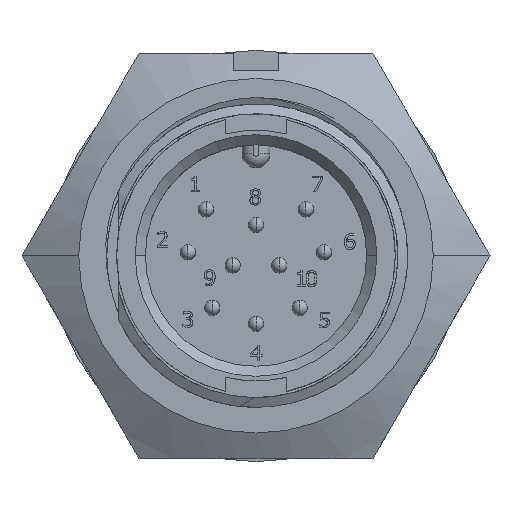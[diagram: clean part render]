
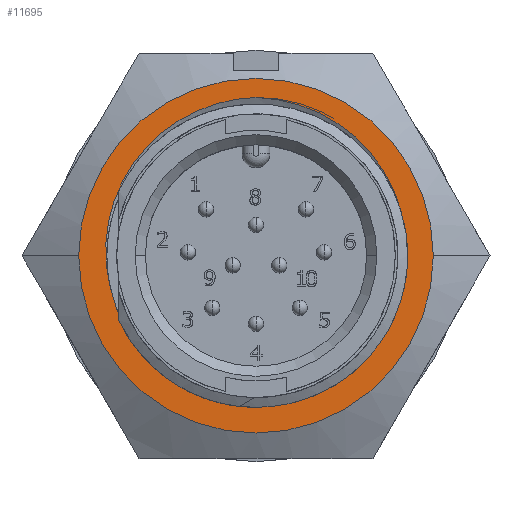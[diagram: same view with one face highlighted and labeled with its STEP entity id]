
A CAD part, top view. The second image highlights one B-rep face of the part: STEP entity #11695.
In plain terms, the highlighted planar face has unit normal (0, 0, 1).
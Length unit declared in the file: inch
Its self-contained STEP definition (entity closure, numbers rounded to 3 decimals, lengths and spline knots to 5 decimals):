
#573 = CARTESIAN_POINT ( 'NONE',  ( -0.28876, -0.05788, -0.2455 ) ) ;
#723 = CARTESIAN_POINT ( 'NONE',  ( -0.10971, 0.28953, -0.2455 ) ) ;
#1779 = CARTESIAN_POINT ( 'NONE',  ( 0.28463, 0.09675, -0.2455 ) ) ;
#1965 = CARTESIAN_POINT ( 'NONE',  ( 0., 0., -0.2455 ) ) ;
#3477 = CARTESIAN_POINT ( 'NONE',  ( -0.35, 0., -0.2455 ) ) ;
#3657 = CARTESIAN_POINT ( 'NONE',  ( -0.29331, -0.03584, -0.2455 ) ) ;
#3793 = CARTESIAN_POINT ( 'NONE',  ( -0.2966, -0.00224, -0.2455 ) ) ;
#3801 = CIRCLE ( 'NONE', #18171, 0.2945 ) ;
#3918 = CARTESIAN_POINT ( 'NONE',  ( -0.04496, 0.30862, -0.2455 ) ) ;
#4336 = DIRECTION ( 'NONE',  ( 0., 0., 1. ) ) ;
#4850 = CARTESIAN_POINT ( 'NONE',  ( 0.04473, 0.30804, -0.2455 ) ) ;
#4984 = CARTESIAN_POINT ( 'NONE',  ( 0.29673, 0.03074, -0.2455 ) ) ;
#5198 = DIRECTION ( 'NONE',  ( -1., 0., 0. ) ) ;
#5390 = VERTEX_POINT ( 'NONE', #3477 ) ;
#5577 = ORIENTED_EDGE ( 'NONE', *, *, #7258, .T. ) ;
#6954 = CARTESIAN_POINT ( 'NONE',  ( 0.28876, -0.05788, -0.2455 ) ) ;
#6986 = CARTESIAN_POINT ( 'NONE',  ( -0.2943, 0.05346, -0.2455 ) ) ;
#7073 = AXIS2_PLACEMENT_3D ( 'NONE', #1965, #24284, #5198 ) ;
#7132 = CARTESIAN_POINT ( 'NONE',  ( 0., 0.3125, -0.2455 ) ) ;
#7258 = EDGE_CURVE ( 'NONE', #26900, #22037, #9324, .T. ) ;
#7535 = ORIENTED_EDGE ( 'NONE', *, *, #25118, .T. ) ;
#7913 = B_SPLINE_CURVE_WITH_KNOTS ( 'NONE', 3,
 ( #17568, #20754, #23955, #4850, #27175, #8074, #30417, #11286, #33651, #14494, #36878, #17705, #40072, #20878, #1779, #24095, #4984, #27296, #8219, #30544 ),
 .UNSPECIFIED., .F., .F.,
 ( 4, 2, 2, 2, 2, 2, 2, 2, 2, 4 ),
 ( 0., 0.00086, 0.00171, 0.00343, 0.00514, 0.00685, 0.00856, 0.01028, 0.01199, 0.0137 ),
 .UNSPECIFIED. ) ;
#8074 = CARTESIAN_POINT ( 'NONE',  ( 0.08828, 0.29757, -0.2455 ) ) ;
#8219 = CARTESIAN_POINT ( 'NONE',  ( 0.29395, -0.03594, -0.2455 ) ) ;
#9324 = B_SPLINE_CURVE_WITH_KNOTS ( 'NONE', 3,
 ( #573, #38864, #3657, #22890, #3793, #26098, #6986, #29324, #10220, #32570, #13427, #35799, #16616, #38996, #19844, #723, #23028, #3918, #26235, #7132 ),
 .UNSPECIFIED., .F., .F.,
 ( 4, 2, 2, 2, 2, 2, 2, 2, 2, 4 ),
 ( 0., 0.00086, 0.00171, 0.00343, 0.00514, 0.00685, 0.00856, 0.01028, 0.01199, 0.0137 ),
 .UNSPECIFIED. ) ;
#10004 = CARTESIAN_POINT ( 'NONE',  ( 0.35, 0., -0.2455 ) ) ;
#10201 = AXIS2_PLACEMENT_3D ( 'NONE', #23634, #33303, #14171 ) ;
#10220 = CARTESIAN_POINT ( 'NONE',  ( -0.27717, 0.11846, -0.2455 ) ) ;
#10382 = EDGE_CURVE ( 'NONE', #26900, #28072, #3801, .T. ) ;
#11235 = CIRCLE ( 'NONE', #27221, 0.35 ) ;
#11286 = CARTESIAN_POINT ( 'NONE',  ( 0.14943, 0.26947, -0.2455 ) ) ;
#11695 = ADVANCED_FACE ( 'NONE', ( #28846, #35375 ), #23485, .F. ) ;
#12728 = CIRCLE ( 'NONE', #7073, 0.35 ) ;
#13427 = CARTESIAN_POINT ( 'NONE',  ( -0.24611, 0.178, -0.2455 ) ) ;
#13887 = CARTESIAN_POINT ( 'NONE',  ( 0., 0.3125, -0.2455 ) ) ;
#14171 = DIRECTION ( 'NONE',  ( -1., 0., 0. ) ) ;
#14494 = CARTESIAN_POINT ( 'NONE',  ( 0.20255, 0.22923, -0.2455 ) ) ;
#14497 = CARTESIAN_POINT ( 'NONE',  ( 0., 0., -0.2455 ) ) ;
#15895 = VERTEX_POINT ( 'NONE', #10004 ) ;
#16616 = CARTESIAN_POINT ( 'NONE',  ( -0.20298, 0.22885, -0.2455 ) ) ;
#17568 = CARTESIAN_POINT ( 'NONE',  ( 0., 0.3125, -0.2455 ) ) ;
#17705 = CARTESIAN_POINT ( 'NONE',  ( 0.24626, 0.1778, -0.2455 ) ) ;
#17707 = DIRECTION ( 'NONE',  ( -1., 0., 0. ) ) ;
#18171 = AXIS2_PLACEMENT_3D ( 'NONE', #23443, #4336, #26665 ) ;
#18291 = EDGE_CURVE ( 'NONE', #5390, #15895, #12728, .T. ) ;
#19844 = CARTESIAN_POINT ( 'NONE',  ( -0.14941, 0.26946, -0.2455 ) ) ;
#20754 = CARTESIAN_POINT ( 'NONE',  ( 0.01126, 0.31215, -0.2455 ) ) ;
#20878 = CARTESIAN_POINT ( 'NONE',  ( 0.27742, 0.11786, -0.2455 ) ) ;
#22037 = VERTEX_POINT ( 'NONE', #13887 ) ;
#22890 = CARTESIAN_POINT ( 'NONE',  ( -0.29594, -0.01351, -0.2455 ) ) ;
#23028 = CARTESIAN_POINT ( 'NONE',  ( -0.0885, 0.29751, -0.2455 ) ) ;
#23443 = CARTESIAN_POINT ( 'NONE',  ( 0., 0., -0.2455 ) ) ;
#23485 = PLANE ( 'NONE',  #10201 ) ;
#23634 = CARTESIAN_POINT ( 'NONE',  ( -0.23094, -0.4, -0.2455 ) ) ;
#23955 = CARTESIAN_POINT ( 'NONE',  ( 0.02246, 0.31119, -0.2455 ) ) ;
#24095 = CARTESIAN_POINT ( 'NONE',  ( 0.2943, 0.05334, -0.2455 ) ) ;
#24284 = DIRECTION ( 'NONE',  ( 0., 0., -1. ) ) ;
#25118 = EDGE_CURVE ( 'NONE', #22037, #28072, #7913, .T. ) ;
#25675 = EDGE_LOOP ( 'NONE', ( #38734, #35538 ) ) ;
#26098 = CARTESIAN_POINT ( 'NONE',  ( -0.2967, 0.03127, -0.2455 ) ) ;
#26235 = CARTESIAN_POINT ( 'NONE',  ( -0.02252, 0.3118, -0.2455 ) ) ;
#26665 = DIRECTION ( 'NONE',  ( 1., 0., 0. ) ) ;
#26900 = VERTEX_POINT ( 'NONE', #33180 ) ;
#27053 = ORIENTED_EDGE ( 'NONE', *, *, #10382, .F. ) ;
#27175 = CARTESIAN_POINT ( 'NONE',  ( 0.0558, 0.30585, -0.2455 ) ) ;
#27221 = AXIS2_PLACEMENT_3D ( 'NONE', #14497, #36881, #17707 ) ;
#27296 = CARTESIAN_POINT ( 'NONE',  ( 0.29654, -0.01383, -0.2455 ) ) ;
#28072 = VERTEX_POINT ( 'NONE', #6954 ) ;
#28146 = EDGE_CURVE ( 'NONE', #15895, #5390, #11235, .T. ) ;
#28846 = FACE_BOUND ( 'NONE', #36062, .T. ) ;
#29324 = CARTESIAN_POINT ( 'NONE',  ( -0.28445, 0.09743, -0.2455 ) ) ;
#30417 = CARTESIAN_POINT ( 'NONE',  ( 0.1092, 0.28976, -0.2455 ) ) ;
#30544 = CARTESIAN_POINT ( 'NONE',  ( 0.28876, -0.05788, -0.2455 ) ) ;
#32570 = CARTESIAN_POINT ( 'NONE',  ( -0.25809, 0.15867, -0.2455 ) ) ;
#33180 = CARTESIAN_POINT ( 'NONE',  ( -0.28876, -0.05788, -0.2455 ) ) ;
#33303 = DIRECTION ( 'NONE',  ( 0., 0., -1. ) ) ;
#33651 = CARTESIAN_POINT ( 'NONE',  ( 0.16807, 0.25734, -0.2455 ) ) ;
#35375 = FACE_OUTER_BOUND ( 'NONE', #25675, .T. ) ;
#35538 = ORIENTED_EDGE ( 'NONE', *, *, #28146, .F. ) ;
#35799 = CARTESIAN_POINT ( 'NONE',  ( -0.21858, 0.21298, -0.2455 ) ) ;
#36062 = EDGE_LOOP ( 'NONE', ( #5577, #7535, #27053 ) ) ;
#36878 = CARTESIAN_POINT ( 'NONE',  ( 0.21849, 0.2131, -0.2455 ) ) ;
#36881 = DIRECTION ( 'NONE',  ( 0., 0., -1. ) ) ;
#38734 = ORIENTED_EDGE ( 'NONE', *, *, #18291, .F. ) ;
#38864 = CARTESIAN_POINT ( 'NONE',  ( -0.29136, -0.04691, -0.2455 ) ) ;
#38996 = CARTESIAN_POINT ( 'NONE',  ( -0.16811, 0.25734, -0.2455 ) ) ;
#40072 = CARTESIAN_POINT ( 'NONE',  ( 0.25816, 0.15857, -0.2455 ) ) ;
